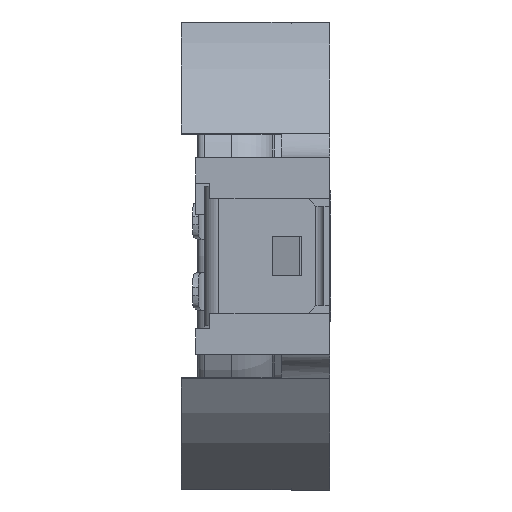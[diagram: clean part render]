
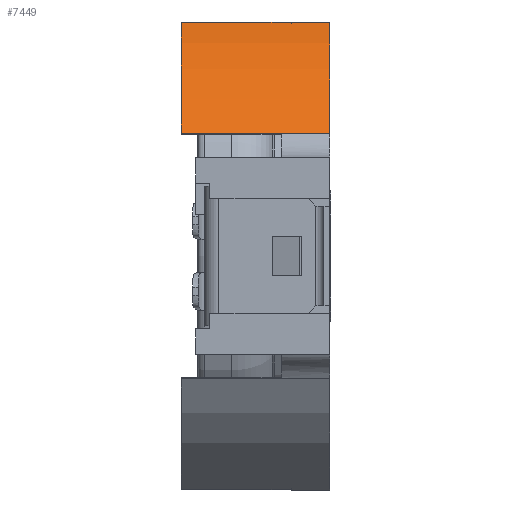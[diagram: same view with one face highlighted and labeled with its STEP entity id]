
A CAD part, left-side view. The second image highlights one B-rep face of the part: STEP entity #7449.
In plain terms, the highlighted cylindrical face has radius 9.2 mm (diameter 18.4 mm), a partial arc.
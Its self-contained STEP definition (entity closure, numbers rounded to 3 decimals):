
#213 = CARTESIAN_POINT ( 'NONE',  ( -4.193, 5.2, 8.189 ) ) ;
#215 = AXIS2_PLACEMENT_3D ( 'NONE', #3855, #810, #10814 ) ;
#448 = CIRCLE ( 'NONE', #5888, 9.2 ) ;
#810 = DIRECTION ( 'NONE',  ( 0., -1., 0. ) ) ;
#1030 = AXIS2_PLACEMENT_3D ( 'NONE', #9594, #3606, #10612 ) ;
#1217 = CARTESIAN_POINT ( 'NONE',  ( 0., 0., 0. ) ) ;
#1306 = ORIENTED_EDGE ( 'NONE', *, *, #9188, .T. ) ;
#1793 = VECTOR ( 'NONE', #8985, 1000. ) ;
#1929 = VERTEX_POINT ( 'NONE', #5625 ) ;
#2265 = DIRECTION ( 'NONE',  ( 0., 0., 1. ) ) ;
#2285 = FACE_OUTER_BOUND ( 'NONE', #12276, .T. ) ;
#2503 = EDGE_CURVE ( 'NONE', #7695, #1929, #7117, .T. ) ;
#2795 = EDGE_CURVE ( 'NONE', #7695, #8756, #11026, .T. ) ;
#2852 = CARTESIAN_POINT ( 'NONE',  ( -4.171, 5.2, 8.2 ) ) ;
#3197 = CARTESIAN_POINT ( 'NONE',  ( -4.171, 1.35, 8.2 ) ) ;
#3379 = CARTESIAN_POINT ( 'NONE',  ( -8.132, 5.2, 4.302 ) ) ;
#3606 = DIRECTION ( 'NONE',  ( 0., 1., 0. ) ) ;
#3855 = CARTESIAN_POINT ( 'NONE',  ( 0., 5.2, 0. ) ) ;
#3860 = ORIENTED_EDGE ( 'NONE', *, *, #2503, .T. ) ;
#3999 = CARTESIAN_POINT ( 'NONE',  ( -4.193, -7.731, 8.189 ) ) ;
#4332 = CYLINDRICAL_SURFACE ( 'NONE', #215, 9.2 ) ;
#4357 = VECTOR ( 'NONE', #9826, 1000. ) ;
#4996 = DIRECTION ( 'NONE',  ( 0., 1., 0. ) ) ;
#5197 = DIRECTION ( 'NONE',  ( 0., -1., 0. ) ) ;
#5506 = ORIENTED_EDGE ( 'NONE', *, *, #6721, .F. ) ;
#5625 = CARTESIAN_POINT ( 'NONE',  ( -8.132, 0., 4.302 ) ) ;
#5654 = VERTEX_POINT ( 'NONE', #3197 ) ;
#5834 = CARTESIAN_POINT ( 'NONE',  ( -4.171, 0., 8.2 ) ) ;
#5888 = AXIS2_PLACEMENT_3D ( 'NONE', #11199, #5197, #12202 ) ;
#5968 = CARTESIAN_POINT ( 'NONE',  ( -8.132, 5.2, 4.302 ) ) ;
#6721 = EDGE_CURVE ( 'NONE', #5654, #10322, #7000, .T. ) ;
#7000 = LINE ( 'NONE', #2852, #4357 ) ;
#7117 = LINE ( 'NONE', #5968, #1793 ) ;
#7449 = ADVANCED_FACE ( 'NONE', ( #2285 ), #4332, .T. ) ;
#7695 = VERTEX_POINT ( 'NONE', #3379 ) ;
#7810 = ORIENTED_EDGE ( 'NONE', *, *, #2795, .F. ) ;
#7873 = VERTEX_POINT ( 'NONE', #9620 ) ;
#8231 = DIRECTION ( 'NONE',  ( 0., 1., 0. ) ) ;
#8756 = VERTEX_POINT ( 'NONE', #213 ) ;
#8985 = DIRECTION ( 'NONE',  ( 0., -1., 0. ) ) ;
#9188 = EDGE_CURVE ( 'NONE', #5654, #7873, #448, .T. ) ;
#9284 = CIRCLE ( 'NONE', #10334, 9.2 ) ;
#9594 = CARTESIAN_POINT ( 'NONE',  ( 0., 5.2, 0. ) ) ;
#9620 = CARTESIAN_POINT ( 'NONE',  ( -4.193, 1.35, 8.189 ) ) ;
#9696 = EDGE_CURVE ( 'NONE', #7873, #8756, #10150, .T. ) ;
#9826 = DIRECTION ( 'NONE',  ( 0., -1., 0. ) ) ;
#10150 = LINE ( 'NONE', #3999, #12545 ) ;
#10209 = ORIENTED_EDGE ( 'NONE', *, *, #11878, .T. ) ;
#10322 = VERTEX_POINT ( 'NONE', #5834 ) ;
#10334 = AXIS2_PLACEMENT_3D ( 'NONE', #1217, #8231, #2265 ) ;
#10612 = DIRECTION ( 'NONE',  ( 0., 0., 1. ) ) ;
#10814 = DIRECTION ( 'NONE',  ( 0., 0., -1. ) ) ;
#11026 = CIRCLE ( 'NONE', #1030, 9.2 ) ;
#11129 = ORIENTED_EDGE ( 'NONE', *, *, #9696, .T. ) ;
#11199 = CARTESIAN_POINT ( 'NONE',  ( 0., 1.35, 0. ) ) ;
#11878 = EDGE_CURVE ( 'NONE', #1929, #10322, #9284, .T. ) ;
#12202 = DIRECTION ( 'NONE',  ( 0., 0., 1. ) ) ;
#12276 = EDGE_LOOP ( 'NONE', ( #1306, #11129, #7810, #3860, #10209, #5506 ) ) ;
#12545 = VECTOR ( 'NONE', #4996, 1000. ) ;
